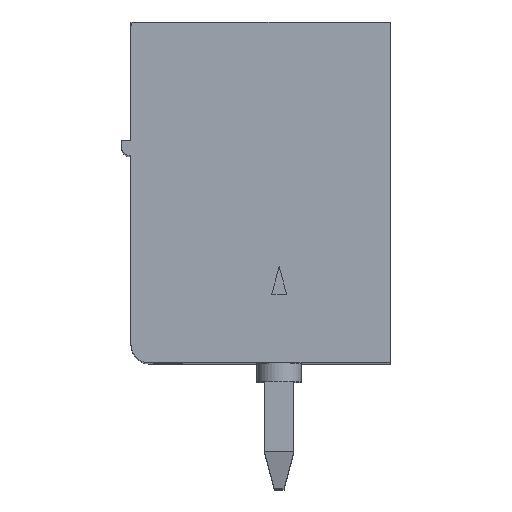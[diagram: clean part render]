
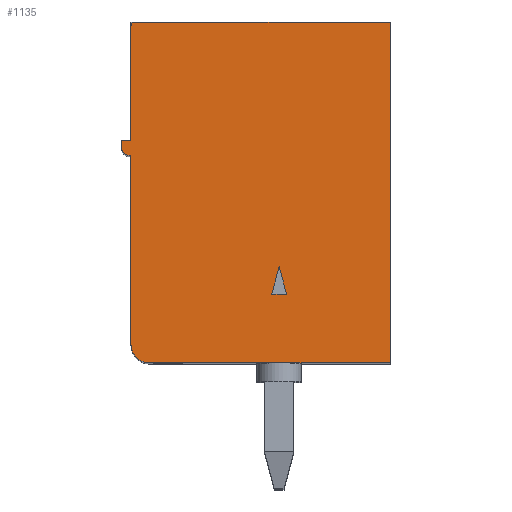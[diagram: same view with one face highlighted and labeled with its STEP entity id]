
A CAD part, top view. The second image highlights one B-rep face of the part: STEP entity #1135.
In plain terms, the highlighted planar face has unit normal (0, 0, 1).
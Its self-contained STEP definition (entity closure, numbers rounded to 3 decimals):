
#1135=ADVANCED_FACE('',(#2307,#2308),#2309,.T.);
#2307=FACE_OUTER_BOUND('',#3475,.T.);
#2308=FACE_BOUND('',#3476,.T.);
#2309=PLANE('',#3477);
#3475=EDGE_LOOP('',(#6789,#6790,#6791,#6792,#6793,#6794,#6795,#6796,#6797,#6798,#6799));
#3476=EDGE_LOOP('',(#6800,#6801,#6802));
#3477=AXIS2_PLACEMENT_3D('',#6803,#6804,#6805);
#6789=ORIENTED_EDGE('',*,*,#7174,.T.);
#6790=ORIENTED_EDGE('',*,*,#7132,.T.);
#6791=ORIENTED_EDGE('',*,*,#8007,.F.);
#6792=ORIENTED_EDGE('',*,*,#7387,.T.);
#6793=ORIENTED_EDGE('',*,*,#7364,.F.);
#6794=ORIENTED_EDGE('',*,*,#7524,.F.);
#6795=ORIENTED_EDGE('',*,*,#7775,.F.);
#6796=ORIENTED_EDGE('',*,*,#6948,.T.);
#6797=ORIENTED_EDGE('',*,*,#7564,.F.);
#6798=ORIENTED_EDGE('',*,*,#7684,.F.);
#6799=ORIENTED_EDGE('',*,*,#7275,.T.);
#6800=ORIENTED_EDGE('',*,*,#7170,.F.);
#6801=ORIENTED_EDGE('',*,*,#7168,.F.);
#6802=ORIENTED_EDGE('',*,*,#7165,.F.);
#6803=CARTESIAN_POINT('',(0.0,0.0,2.6));
#6804=DIRECTION('',(0.0,-0.0,1.0));
#6805=DIRECTION('',(0.,1.0,0.0));
#6948=EDGE_CURVE('',#8336,#8334,#8337,.F.);
#7132=EDGE_CURVE('',#8618,#8623,#8625,.F.);
#7165=EDGE_CURVE('',#8674,#8672,#8676,.F.);
#7168=EDGE_CURVE('',#8672,#8678,#8680,.F.);
#7170=EDGE_CURVE('',#8678,#8674,#8682,.F.);
#7174=EDGE_CURVE('',#8685,#8618,#8688,.F.);
#7275=EDGE_CURVE('',#8841,#8685,#8845,.F.);
#7364=EDGE_CURVE('',#8976,#8978,#8979,.T.);
#7387=EDGE_CURVE('',#9012,#8978,#9013,.F.);
#7524=EDGE_CURVE('',#9206,#8976,#9208,.T.);
#7564=EDGE_CURVE('',#9253,#8334,#9255,.T.);
#7684=EDGE_CURVE('',#8841,#9253,#9424,.T.);
#7775=EDGE_CURVE('',#8336,#9206,#9550,.T.);
#8007=EDGE_CURVE('',#9012,#8623,#9872,.F.);
#8334=VERTEX_POINT('',#10285);
#8336=VERTEX_POINT('',#10288);
#8337=CIRCLE('',#10289,0.2);
#8618=VERTEX_POINT('',#10691);
#8623=VERTEX_POINT('',#10698);
#8625=LINE('',#10701,#10702);
#8672=VERTEX_POINT('',#10769);
#8674=VERTEX_POINT('',#10772);
#8676=LINE('',#10775,#10776);
#8678=VERTEX_POINT('',#10778);
#8680=LINE('',#10781,#10782);
#8682=LINE('',#10784,#10785);
#8685=VERTEX_POINT('',#10788);
#8688=LINE('',#10793,#10794);
#8841=VERTEX_POINT('',#11013);
#8845=CIRCLE('',#11018,0.5);
#8976=VERTEX_POINT('',#11213);
#8978=VERTEX_POINT('',#11216);
#8979=LINE('',#11217,#11218);
#9012=VERTEX_POINT('',#11264);
#9013=CIRCLE('',#11265,0.1);
#9206=VERTEX_POINT('',#11543);
#9208=LINE('',#11546,#11547);
#9253=VERTEX_POINT('',#11611);
#9255=LINE('',#11614,#11615);
#9424=LINE('',#11856,#11857);
#9550=LINE('',#12041,#12042);
#9872=LINE('',#12481,#12482);
#10285=CARTESIAN_POINT('',(-7.05,5.6,2.6));
#10288=CARTESIAN_POINT('',(-7.25,5.8,2.6));
#10289=AXIS2_PLACEMENT_3D('',#12874,#12875,#12876);
#10691=CARTESIAN_POINT('',(0.,0.0,2.6));
#10698=CARTESIAN_POINT('',(0.,9.2,2.6));
#10701=CARTESIAN_POINT('',(0.,1.55,2.6));
#10702=VECTOR('',#13050,1.0);
#10769=CARTESIAN_POINT('',(-3.,2.6,2.6));
#10772=CARTESIAN_POINT('',(-2.799,1.85,2.6));
#10775=CARTESIAN_POINT('',(-2.474,0.637,2.6));
#10776=VECTOR('',#13073,1.0);
#10778=CARTESIAN_POINT('',(-3.201,1.85,2.6));
#10781=CARTESIAN_POINT('',(-3.225,1.762,2.6));
#10782=VECTOR('',#13075,1.0);
#10784=CARTESIAN_POINT('',(-1.6,1.85,2.6));
#10785=VECTOR('',#13076,1.0);
#10788=CARTESIAN_POINT('',(-6.5,0.,2.6));
#10793=CARTESIAN_POINT('',(-2.625,0.,2.6));
#10794=VECTOR('',#13079,1.0);
#11013=CARTESIAN_POINT('',(-7.0,0.5,2.6));
#11018=AXIS2_PLACEMENT_3D('',#13184,#13185,#13186);
#11213=CARTESIAN_POINT('',(-7.0,6.0,2.6));
#11216=CARTESIAN_POINT('',(-7.0,9.1,2.6));
#11217=CARTESIAN_POINT('',(-7.0,3.971,2.6));
#11218=VECTOR('',#13255,1.0);
#11264=CARTESIAN_POINT('',(-6.9,9.2,2.6));
#11265=AXIS2_PLACEMENT_3D('',#13278,#13279,#13280);
#11543=CARTESIAN_POINT('',(-7.25,6.0,2.6));
#11546=CARTESIAN_POINT('',(-3.5,6.0,2.6));
#11547=VECTOR('',#13398,1.0);
#11611=CARTESIAN_POINT('',(-7.0,5.6,2.6));
#11614=CARTESIAN_POINT('',(-3.5,5.6,2.6));
#11615=VECTOR('',#13425,1.0);
#11856=CARTESIAN_POINT('',(-7.0,2.8,2.6));
#11857=VECTOR('',#13528,1.0);
#12041=CARTESIAN_POINT('',(-7.25,2.9,2.6));
#12042=VECTOR('',#13603,1.0);
#12481=CARTESIAN_POINT('',(-0.125,9.2,2.6));
#12482=VECTOR('',#13854,1.0);
#12874=CARTESIAN_POINT('',(-7.05,5.8,2.6));
#12875=DIRECTION('',(0.0,0.0,-1.0));
#12876=DIRECTION('',(0.,1.0,0.0));
#13050=DIRECTION('',(0.,-1.0,0.0));
#13073=DIRECTION('',(0.259,-0.966,0.0));
#13075=DIRECTION('',(0.259,0.966,-0.0));
#13076=DIRECTION('',(-1.0,-0.0,0.0));
#13079=DIRECTION('',(-1.0,0.,0.0));
#13184=CARTESIAN_POINT('',(-6.5,0.5,2.6));
#13185=DIRECTION('',(0.0,0.0,-1.0));
#13186=DIRECTION('',(0.,1.0,0.0));
#13255=DIRECTION('',(0.,1.0,-0.0));
#13278=CARTESIAN_POINT('',(-6.9,9.1,2.6));
#13279=DIRECTION('',(0.0,0.0,-1.0));
#13280=DIRECTION('',(0.,1.0,0.0));
#13398=DIRECTION('',(1.0,0.,0.0));
#13425=DIRECTION('',(-1.0,0.,0.0));
#13528=DIRECTION('',(0.,1.0,-0.0));
#13603=DIRECTION('',(0.,1.0,-0.0));
#13854=DIRECTION('',(-1.0,0.,0.0));
